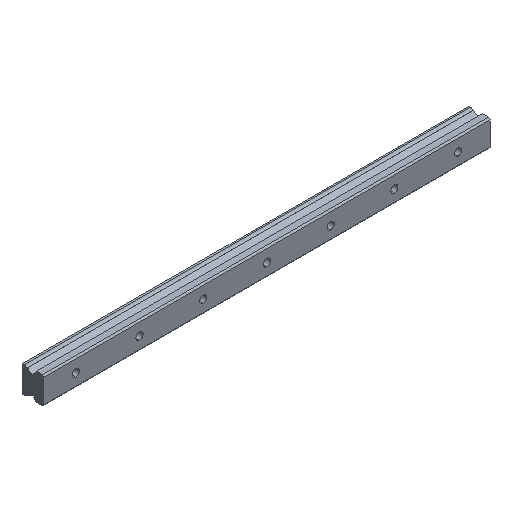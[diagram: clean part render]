
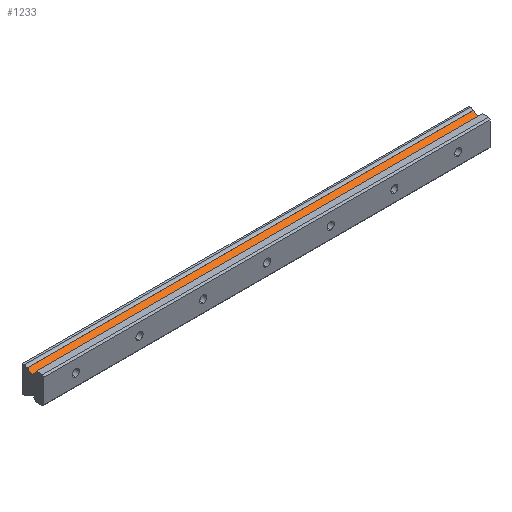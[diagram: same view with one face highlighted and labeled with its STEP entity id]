
A CAD part, isometric view. The second image highlights one B-rep face of the part: STEP entity #1233.
In plain terms, the highlighted planar face has unit normal (0, -0.499, 0.867).
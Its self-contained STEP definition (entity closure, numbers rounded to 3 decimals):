
#90 = DIRECTION ( 'NONE',  ( 0., 0.499, -0.867 ) ) ;
#181 = CARTESIAN_POINT ( 'NONE',  ( 520., 14.475, 11.24 ) ) ;
#198 = EDGE_CURVE ( 'NONE', #1545, #462, #1523, .T. ) ;
#246 = ORIENTED_EDGE ( 'NONE', *, *, #1396, .T. ) ;
#286 = VERTEX_POINT ( 'NONE', #1829 ) ;
#315 = CARTESIAN_POINT ( 'NONE',  ( 520., 21.02, 15.006 ) ) ;
#338 = CARTESIAN_POINT ( 'NONE',  ( 520., 21.02, 15.006 ) ) ;
#369 = CARTESIAN_POINT ( 'NONE',  ( 520., 14.475, 11.24 ) ) ;
#462 = VERTEX_POINT ( 'NONE', #1581 ) ;
#534 = PLANE ( 'NONE',  #1126 ) ;
#542 = VECTOR ( 'NONE', #1027, 1000. ) ;
#562 = LINE ( 'NONE', #338, #942 ) ;
#580 = EDGE_CURVE ( 'NONE', #1445, #1545, #562, .T. ) ;
#689 = FACE_OUTER_BOUND ( 'NONE', #1240, .T. ) ;
#783 = DIRECTION ( 'NONE',  ( -1., 0., 0. ) ) ;
#863 = ORIENTED_EDGE ( 'NONE', *, *, #1672, .F. ) ;
#942 = VECTOR ( 'NONE', #1558, 1000. ) ;
#1020 = CARTESIAN_POINT ( 'NONE',  ( 520., 21.02, 15.006 ) ) ;
#1027 = DIRECTION ( 'NONE',  ( 0., -0.867, -0.499 ) ) ;
#1113 = ORIENTED_EDGE ( 'NONE', *, *, #580, .F. ) ;
#1126 = AXIS2_PLACEMENT_3D ( 'NONE', #1618, #90, #1151 ) ;
#1151 = DIRECTION ( 'NONE',  ( 0., 0.867, 0.499 ) ) ;
#1205 = ORIENTED_EDGE ( 'NONE', *, *, #198, .F. ) ;
#1233 = ADVANCED_FACE ( 'NONE', ( #689 ), #534, .F. ) ;
#1240 = EDGE_LOOP ( 'NONE', ( #1205, #1113, #863, #246 ) ) ;
#1285 = VECTOR ( 'NONE', #1532, 1000. ) ;
#1314 = CARTESIAN_POINT ( 'NONE',  ( -40., 21.02, 15.006 ) ) ;
#1396 = EDGE_CURVE ( 'NONE', #286, #462, #1799, .T. ) ;
#1445 = VERTEX_POINT ( 'NONE', #1020 ) ;
#1523 = LINE ( 'NONE', #181, #1848 ) ;
#1532 = DIRECTION ( 'NONE',  ( 1., 0., 0. ) ) ;
#1545 = VERTEX_POINT ( 'NONE', #369 ) ;
#1558 = DIRECTION ( 'NONE',  ( 0., -0.867, -0.499 ) ) ;
#1581 = CARTESIAN_POINT ( 'NONE',  ( -40., 14.475, 11.24 ) ) ;
#1618 = CARTESIAN_POINT ( 'NONE',  ( 520., 21.02, 15.006 ) ) ;
#1672 = EDGE_CURVE ( 'NONE', #286, #1445, #1828, .T. ) ;
#1799 = LINE ( 'NONE', #1314, #542 ) ;
#1828 = LINE ( 'NONE', #315, #1285 ) ;
#1829 = CARTESIAN_POINT ( 'NONE',  ( -40., 21.02, 15.006 ) ) ;
#1848 = VECTOR ( 'NONE', #783, 1000. ) ;
